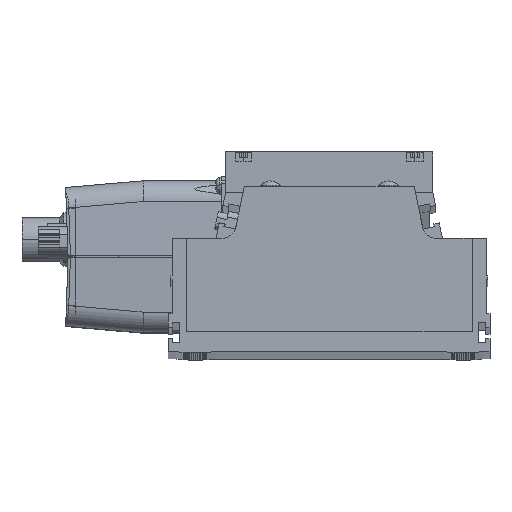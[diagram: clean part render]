
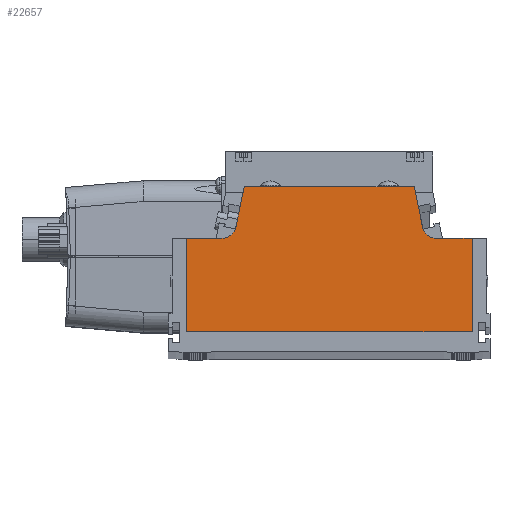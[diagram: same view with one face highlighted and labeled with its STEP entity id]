
A CAD part, top view. The second image highlights one B-rep face of the part: STEP entity #22657.
In plain terms, the highlighted planar face has unit normal (0, 0, 1).
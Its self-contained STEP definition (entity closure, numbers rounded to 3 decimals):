
#262 = CIRCLE ( 'NONE', #32490, 4. ) ;
#350 = EDGE_CURVE ( 'NONE', #7677, #18705, #10179, .T. ) ;
#441 = FACE_OUTER_BOUND ( 'NONE', #17312, .T. ) ;
#510 = EDGE_CURVE ( 'NONE', #18705, #18885, #21583, .T. ) ;
#1603 = VERTEX_POINT ( 'NONE', #30679 ) ;
#2755 = CARTESIAN_POINT ( 'NONE',  ( -40., 3., 1222.5 ) ) ;
#5384 = VERTEX_POINT ( 'NONE', #14492 ) ;
#6037 = DIRECTION ( 'NONE',  ( -1., 0., 0. ) ) ;
#6368 = EDGE_CURVE ( 'NONE', #1603, #28980, #262, .T. ) ;
#7622 = DIRECTION ( 'NONE',  ( 0.204, -0.979, 0. ) ) ;
#7677 = VERTEX_POINT ( 'NONE', #30035 ) ;
#8046 = LINE ( 'NONE', #18451, #24792 ) ;
#8260 = LINE ( 'NONE', #13565, #27275 ) ;
#8546 = CARTESIAN_POINT ( 'NONE',  ( -23.784, 17.45, 1222.5 ) ) ;
#8587 = ORIENTED_EDGE ( 'NONE', *, *, #510, .F. ) ;
#8600 = CARTESIAN_POINT ( 'NONE',  ( 30.049, 7., 1222.5 ) ) ;
#8609 = ORIENTED_EDGE ( 'NONE', *, *, #19264, .F. ) ;
#9098 = VECTOR ( 'NONE', #26029, 1000. ) ;
#9274 = CARTESIAN_POINT ( 'NONE',  ( -40., -23.13, 1222.5 ) ) ;
#10179 = LINE ( 'NONE', #33750, #16577 ) ;
#10234 = DIRECTION ( 'NONE',  ( 0., 0., -1. ) ) ;
#11021 = EDGE_CURVE ( 'NONE', #29714, #30837, #16081, .T. ) ;
#11609 = ORIENTED_EDGE ( 'NONE', *, *, #350, .F. ) ;
#11633 = CARTESIAN_POINT ( 'NONE',  ( 26.133, 6.184, 1222.5 ) ) ;
#12305 = LINE ( 'NONE', #17741, #13224 ) ;
#12478 = AXIS2_PLACEMENT_3D ( 'NONE', #29500, #32062, #14124 ) ;
#12586 = LINE ( 'NONE', #19922, #32941 ) ;
#13224 = VECTOR ( 'NONE', #22703, 1000. ) ;
#13565 = CARTESIAN_POINT ( 'NONE',  ( -40., 84.488, 1222.5 ) ) ;
#13702 = AXIS2_PLACEMENT_3D ( 'NONE', #24034, #10234, #20627 ) ;
#14124 = DIRECTION ( 'NONE',  ( -1., 0., 0. ) ) ;
#14492 = CARTESIAN_POINT ( 'NONE',  ( 40., 3., 1222.5 ) ) ;
#15055 = DIRECTION ( 'NONE',  ( 0., -1., 0. ) ) ;
#15623 = CARTESIAN_POINT ( 'NONE',  ( 40., -23.13, 1222.5 ) ) ;
#15773 = LINE ( 'NONE', #23461, #9098 ) ;
#15880 = EDGE_CURVE ( 'NONE', #7677, #29714, #33233, .T. ) ;
#16081 = LINE ( 'NONE', #2755, #27175 ) ;
#16181 = VERTEX_POINT ( 'NONE', #15623 ) ;
#16577 = VECTOR ( 'NONE', #31346, 1000. ) ;
#17312 = EDGE_LOOP ( 'NONE', ( #28396, #24827, #32459, #8609, #8587, #11609, #26714, #20293, #22692, #24096 ) ) ;
#17741 = CARTESIAN_POINT ( 'NONE',  ( -40., 3., 1222.5 ) ) ;
#17882 = EDGE_CURVE ( 'NONE', #5384, #1603, #12305, .T. ) ;
#18173 = VECTOR ( 'NONE', #19016, 1000. ) ;
#18451 = CARTESIAN_POINT ( 'NONE',  ( 40., 84.488, 1222.5 ) ) ;
#18705 = VERTEX_POINT ( 'NONE', #8546 ) ;
#18836 = DIRECTION ( 'NONE',  ( 0., -1., 0. ) ) ;
#18885 = VERTEX_POINT ( 'NONE', #28509 ) ;
#18972 = DIRECTION ( 'NONE',  ( -1., 0., 0. ) ) ;
#19004 = DIRECTION ( 'NONE',  ( 0., 0., -1. ) ) ;
#19016 = DIRECTION ( 'NONE',  ( 1., 0., 0. ) ) ;
#19264 = EDGE_CURVE ( 'NONE', #18885, #28980, #12586, .T. ) ;
#19922 = CARTESIAN_POINT ( 'NONE',  ( 23.784, 17.45, 1222.5 ) ) ;
#20293 = ORIENTED_EDGE ( 'NONE', *, *, #11021, .T. ) ;
#20627 = DIRECTION ( 'NONE',  ( -1., 0., 0. ) ) ;
#21583 = LINE ( 'NONE', #32021, #18173 ) ;
#22657 = ADVANCED_FACE ( 'NONE', ( #441 ), #26603, .F. ) ;
#22692 = ORIENTED_EDGE ( 'NONE', *, *, #31466, .T. ) ;
#22703 = DIRECTION ( 'NONE',  ( -1., 0., 0. ) ) ;
#23461 = CARTESIAN_POINT ( 'NONE',  ( -40., -23.13, 1222.5 ) ) ;
#24034 = CARTESIAN_POINT ( 'NONE',  ( -40., 84.488, 1222.5 ) ) ;
#24096 = ORIENTED_EDGE ( 'NONE', *, *, #24474, .F. ) ;
#24474 = EDGE_CURVE ( 'NONE', #16181, #27364, #15773, .T. ) ;
#24792 = VECTOR ( 'NONE', #15055, 1000. ) ;
#24827 = ORIENTED_EDGE ( 'NONE', *, *, #17882, .T. ) ;
#26029 = DIRECTION ( 'NONE',  ( -1., 0., 0. ) ) ;
#26603 = PLANE ( 'NONE',  #13702 ) ;
#26714 = ORIENTED_EDGE ( 'NONE', *, *, #15880, .T. ) ;
#27175 = VECTOR ( 'NONE', #18972, 1000. ) ;
#27275 = VECTOR ( 'NONE', #18836, 1000. ) ;
#27364 = VERTEX_POINT ( 'NONE', #9274 ) ;
#27509 = EDGE_CURVE ( 'NONE', #5384, #16181, #8046, .T. ) ;
#28310 = CARTESIAN_POINT ( 'NONE',  ( -40., 3., 1222.5 ) ) ;
#28396 = ORIENTED_EDGE ( 'NONE', *, *, #27509, .F. ) ;
#28509 = CARTESIAN_POINT ( 'NONE',  ( 23.784, 17.45, 1222.5 ) ) ;
#28980 = VERTEX_POINT ( 'NONE', #11633 ) ;
#29500 = CARTESIAN_POINT ( 'NONE',  ( -30.049, 7., 1222.5 ) ) ;
#29714 = VERTEX_POINT ( 'NONE', #32089 ) ;
#30035 = CARTESIAN_POINT ( 'NONE',  ( -26.133, 6.184, 1222.5 ) ) ;
#30679 = CARTESIAN_POINT ( 'NONE',  ( 30.049, 3., 1222.5 ) ) ;
#30837 = VERTEX_POINT ( 'NONE', #28310 ) ;
#31346 = DIRECTION ( 'NONE',  ( 0.204, 0.979, 0. ) ) ;
#31466 = EDGE_CURVE ( 'NONE', #30837, #27364, #8260, .T. ) ;
#32021 = CARTESIAN_POINT ( 'NONE',  ( -23.784, 17.45, 1222.5 ) ) ;
#32062 = DIRECTION ( 'NONE',  ( 0., 0., -1. ) ) ;
#32089 = CARTESIAN_POINT ( 'NONE',  ( -30.049, 3., 1222.5 ) ) ;
#32459 = ORIENTED_EDGE ( 'NONE', *, *, #6368, .T. ) ;
#32490 = AXIS2_PLACEMENT_3D ( 'NONE', #8600, #19004, #6037 ) ;
#32941 = VECTOR ( 'NONE', #7622, 1000. ) ;
#33233 = CIRCLE ( 'NONE', #12478, 4. ) ;
#33750 = CARTESIAN_POINT ( 'NONE',  ( -26.797, 3., 1222.5 ) ) ;
